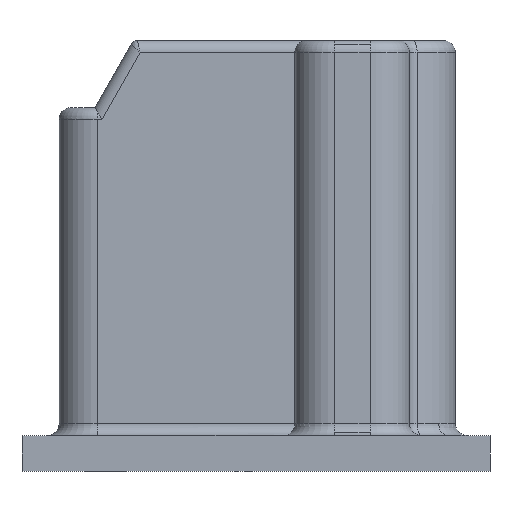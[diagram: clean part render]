
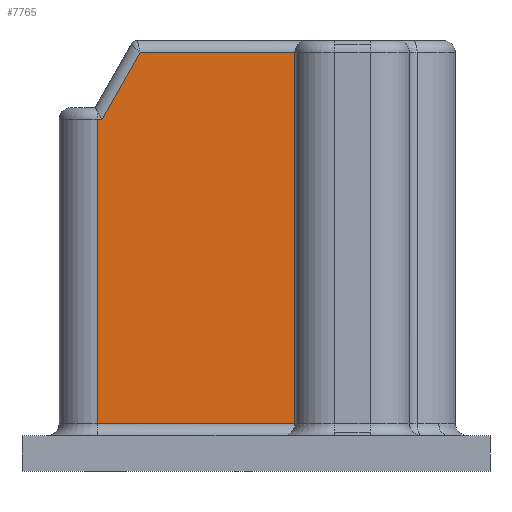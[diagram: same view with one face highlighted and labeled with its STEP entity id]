
A CAD part, left-side view. The second image highlights one B-rep face of the part: STEP entity #7765.
In plain terms, the highlighted planar face has unit normal (-1, 0, 0).
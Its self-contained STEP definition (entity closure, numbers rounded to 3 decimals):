
#5226=AXIS2_PLACEMENT_3D('Plane Axis2P3D',#5223,#5224,#5225) ;
#961=CARTESIAN_POINT('Vertex',(-4.85,5.15,0.5)) ;
#3228=CARTESIAN_POINT('Vertex',(-4.85,11.61,16.)) ;
#4047=CARTESIAN_POINT('Vertex',(-4.85,5.15,16.)) ;
#5223=CARTESIAN_POINT('Axis2P3D Location',(-4.85,1.929,0.029)) ;
#5910=CARTESIAN_POINT('Vertex',(-4.85,13.21,13.2)) ;
#5919=CARTESIAN_POINT('Vertex',(-4.85,13.4,13.2)) ;
#5922=CARTESIAN_POINT('Line Origine',(-4.85,7.1,13.2)) ;
#7713=CARTESIAN_POINT('Line Origine',(-4.85,13.4,8.)) ;
#7717=CARTESIAN_POINT('Vertex',(-4.85,13.4,0.5)) ;
#7737=CARTESIAN_POINT('Line Origine',(-4.85,5.15,8.25)) ;
#7742=CARTESIAN_POINT('Line Origine',(-4.85,8.38,16.)) ;
#7747=CARTESIAN_POINT('Line Origine',(-4.85,12.41,14.6)) ;
#7752=CARTESIAN_POINT('Line Origine',(-4.85,9.275,0.5)) ;
#5224=DIRECTION('Axis2P3D Direction',(1.,-0.,0.)) ;
#5225=DIRECTION('Axis2P3D XDirection',(0.,0.,-1.)) ;
#5923=DIRECTION('Vector Direction',(0.,1.,0.)) ;
#7714=DIRECTION('Vector Direction',(0.,0.,-1.)) ;
#7738=DIRECTION('Vector Direction',(0.,0.,1.)) ;
#7743=DIRECTION('Vector Direction',(0.,-1.,0.)) ;
#7748=DIRECTION('Vector Direction',(0.,0.496,-0.868)) ;
#7753=DIRECTION('Vector Direction',(0.,1.,0.)) ;
#5924=VECTOR('Line Direction',#5923,1.) ;
#7715=VECTOR('Line Direction',#7714,1.) ;
#7739=VECTOR('Line Direction',#7738,1.) ;
#7744=VECTOR('Line Direction',#7743,1.) ;
#7749=VECTOR('Line Direction',#7748,1.) ;
#7754=VECTOR('Line Direction',#7753,1.) ;
#7758=ORIENTED_EDGE('',*,*,#7741,.T.) ;
#7759=ORIENTED_EDGE('',*,*,#7746,.F.) ;
#7760=ORIENTED_EDGE('',*,*,#7751,.T.) ;
#7761=ORIENTED_EDGE('',*,*,#5926,.F.) ;
#7762=ORIENTED_EDGE('',*,*,#7719,.F.) ;
#7763=ORIENTED_EDGE('',*,*,#7756,.F.) ;
#7765=ADVANCED_FACE('NOMINAL KEY B',(#7764),#5227,.F.) ;
#5926=EDGE_CURVE('',#5920,#5911,#5925,.F.) ;
#7719=EDGE_CURVE('',#7718,#5920,#7716,.F.) ;
#7741=EDGE_CURVE('',#962,#4048,#7740,.T.) ;
#7746=EDGE_CURVE('',#3229,#4048,#7745,.T.) ;
#7751=EDGE_CURVE('',#3229,#5911,#7750,.T.) ;
#7756=EDGE_CURVE('',#962,#7718,#7755,.T.) ;
#7757=EDGE_LOOP('',(#7758,#7759,#7760,#7761,#7762,#7763)) ;
#7764=FACE_OUTER_BOUND('',#7757,.T.) ;
#5925=LINE('Line',#5922,#5924) ;
#7716=LINE('Line',#7713,#7715) ;
#7740=LINE('Line',#7737,#7739) ;
#7745=LINE('Line',#7742,#7744) ;
#7750=LINE('Line',#7747,#7749) ;
#7755=LINE('Line',#7752,#7754) ;
#5227=PLANE('',#5226) ;
#962=VERTEX_POINT('',#961) ;
#3229=VERTEX_POINT('',#3228) ;
#4048=VERTEX_POINT('',#4047) ;
#5911=VERTEX_POINT('',#5910) ;
#5920=VERTEX_POINT('',#5919) ;
#7718=VERTEX_POINT('',#7717) ;
